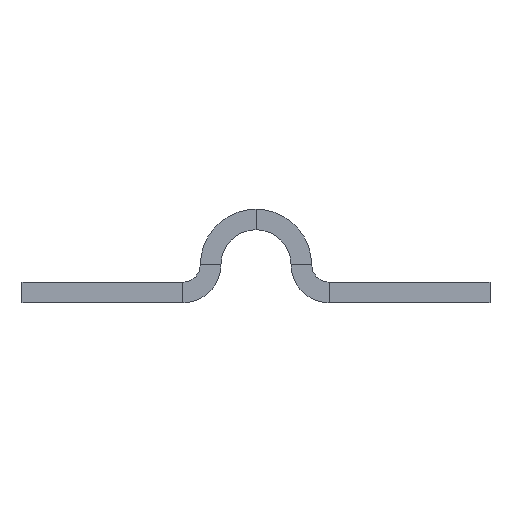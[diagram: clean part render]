
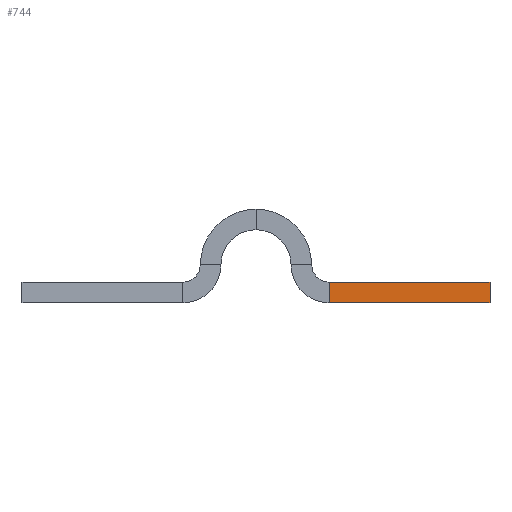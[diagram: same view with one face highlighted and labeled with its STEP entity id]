
A CAD part, front view. The second image highlights one B-rep face of the part: STEP entity #744.
In plain terms, the highlighted planar face has unit normal (0, -1, 0).
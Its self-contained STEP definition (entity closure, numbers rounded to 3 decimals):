
#43=PLANE('',#831);
#68=FACE_OUTER_BOUND('',#110,.T.);
#110=EDGE_LOOP('',(#563,#564,#565,#566));
#168=LINE('',#1228,#214);
#170=LINE('',#1236,#216);
#171=LINE('',#1238,#217);
#172=LINE('',#1239,#218);
#214=VECTOR('',#984,7.54);
#216=VECTOR('',#994,10.);
#217=VECTOR('',#995,10.);
#218=VECTOR('',#996,10.);
#338=VERTEX_POINT('',#1210);
#342=VERTEX_POINT('',#1222);
#344=VERTEX_POINT('',#1226);
#347=VERTEX_POINT('',#1237);
#429=EDGE_CURVE('',#344,#342,#168,.T.);
#433=EDGE_CURVE('',#338,#342,#170,.T.);
#434=EDGE_CURVE('',#347,#344,#171,.T.);
#435=EDGE_CURVE('',#347,#338,#172,.T.);
#563=ORIENTED_EDGE('',*,*,#433,.T.);
#564=ORIENTED_EDGE('',*,*,#429,.F.);
#565=ORIENTED_EDGE('',*,*,#434,.F.);
#566=ORIENTED_EDGE('',*,*,#435,.T.);
#744=ADVANCED_FACE('',(#68),#43,.F.);
#831=AXIS2_PLACEMENT_3D('',#1235,#992,#993);
#984=DIRECTION('',(-1.,0.,0.));
#992=DIRECTION('center_axis',(0.,1.,0.));
#993=DIRECTION('ref_axis',(0.,0.,-1.));
#994=DIRECTION('',(0.,0.,-1.));
#995=DIRECTION('',(0.,0.,-1.));
#996=DIRECTION('',(-1.,0.,0.));
#1210=CARTESIAN_POINT('',(12.5,-1500.,-3.));
#1222=CARTESIAN_POINT('',(12.5,-1500.,-6.5));
#1226=CARTESIAN_POINT('',(40.,-1500.,-6.5));
#1228=CARTESIAN_POINT('',(5.369,-1500.,-6.5));
#1235=CARTESIAN_POINT('Origin',(5.369,-1500.,-3.));
#1236=CARTESIAN_POINT('',(12.5,-1500.,-3.77));
#1237=CARTESIAN_POINT('',(40.,-1500.,-3.));
#1238=CARTESIAN_POINT('',(40.,-1500.,-3.));
#1239=CARTESIAN_POINT('',(40.,-1500.,-3.));
